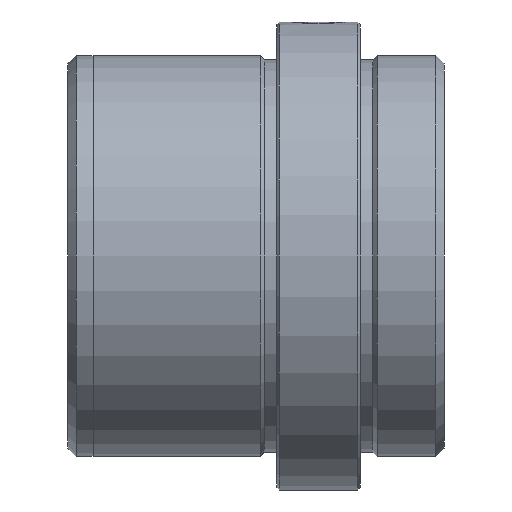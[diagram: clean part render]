
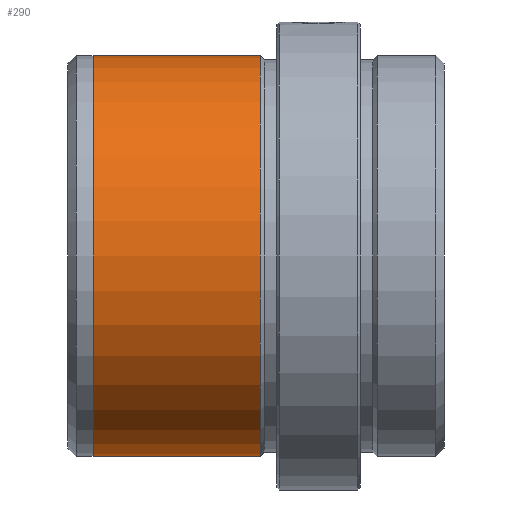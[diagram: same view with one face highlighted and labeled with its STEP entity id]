
A CAD part, left-side view. The second image highlights one B-rep face of the part: STEP entity #290.
In plain terms, the highlighted cylindrical face has radius 24 mm (diameter 48 mm), a partial arc.
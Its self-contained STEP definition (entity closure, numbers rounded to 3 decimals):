
#25 = DIRECTION ( 'NONE',  ( 0., -1., 0. ) ) ;
#74 = DIRECTION ( 'NONE',  ( 0., -1., 0. ) ) ;
#127 = CYLINDRICAL_SURFACE ( 'NONE', #1984, 24. ) ;
#259 = DIRECTION ( 'NONE',  ( 0., -1., 0. ) ) ;
#285 = LINE ( 'NONE', #555, #1499 ) ;
#290 = ADVANCED_FACE ( 'NONE', ( #1019 ), #127, .T. ) ;
#372 = ORIENTED_EDGE ( 'NONE', *, *, #908, .F. ) ;
#501 = EDGE_LOOP ( 'NONE', ( #1400, #1024, #619, #372 ) ) ;
#555 = CARTESIAN_POINT ( 'NONE',  ( 0., 0., -24. ) ) ;
#610 = CARTESIAN_POINT ( 'NONE',  ( 0., 0., 0. ) ) ;
#619 = ORIENTED_EDGE ( 'NONE', *, *, #845, .T. ) ;
#647 = AXIS2_PLACEMENT_3D ( 'NONE', #984, #25, #1156 ) ;
#729 = VERTEX_POINT ( 'NONE', #1487 ) ;
#730 = CARTESIAN_POINT ( 'NONE',  ( 0., 0., 24. ) ) ;
#845 = EDGE_CURVE ( 'NONE', #900, #1929, #285, .T. ) ;
#900 = VERTEX_POINT ( 'NONE', #1731 ) ;
#908 = EDGE_CURVE ( 'NONE', #729, #1929, #1900, .T. ) ;
#968 = AXIS2_PLACEMENT_3D ( 'NONE', #1035, #74, #1196 ) ;
#984 = CARTESIAN_POINT ( 'NONE',  ( 0., 22., 0. ) ) ;
#1019 = FACE_OUTER_BOUND ( 'NONE', #501, .T. ) ;
#1024 = ORIENTED_EDGE ( 'NONE', *, *, #1746, .T. ) ;
#1035 = CARTESIAN_POINT ( 'NONE',  ( 0., 42., 0. ) ) ;
#1154 = VECTOR ( 'NONE', #1565, 1000. ) ;
#1156 = DIRECTION ( 'NONE',  ( 0., 0., -1. ) ) ;
#1196 = DIRECTION ( 'NONE',  ( 0., 0., -1. ) ) ;
#1251 = CARTESIAN_POINT ( 'NONE',  ( 0., 22., -24. ) ) ;
#1268 = CIRCLE ( 'NONE', #968, 24. ) ;
#1400 = ORIENTED_EDGE ( 'NONE', *, *, #2103, .F. ) ;
#1487 = CARTESIAN_POINT ( 'NONE',  ( 0., 22., 24. ) ) ;
#1499 = VECTOR ( 'NONE', #259, 1000. ) ;
#1539 = CARTESIAN_POINT ( 'NONE',  ( 0., 42., 24. ) ) ;
#1565 = DIRECTION ( 'NONE',  ( 0., -1., 0. ) ) ;
#1600 = LINE ( 'NONE', #730, #1154 ) ;
#1731 = CARTESIAN_POINT ( 'NONE',  ( 0., 42., -24. ) ) ;
#1746 = EDGE_CURVE ( 'NONE', #2041, #900, #1268, .T. ) ;
#1900 = CIRCLE ( 'NONE', #647, 24. ) ;
#1925 = DIRECTION ( 'NONE',  ( 0., -1., 0. ) ) ;
#1929 = VERTEX_POINT ( 'NONE', #1251 ) ;
#1984 = AXIS2_PLACEMENT_3D ( 'NONE', #610, #1925, #2082 ) ;
#2041 = VERTEX_POINT ( 'NONE', #1539 ) ;
#2082 = DIRECTION ( 'NONE',  ( 0., 0., -1. ) ) ;
#2103 = EDGE_CURVE ( 'NONE', #2041, #729, #1600, .T. ) ;
